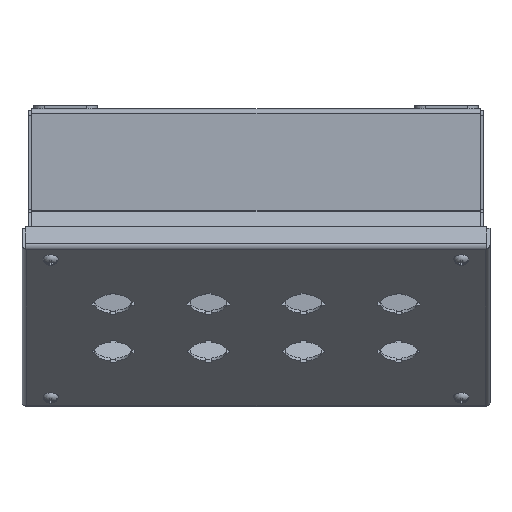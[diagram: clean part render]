
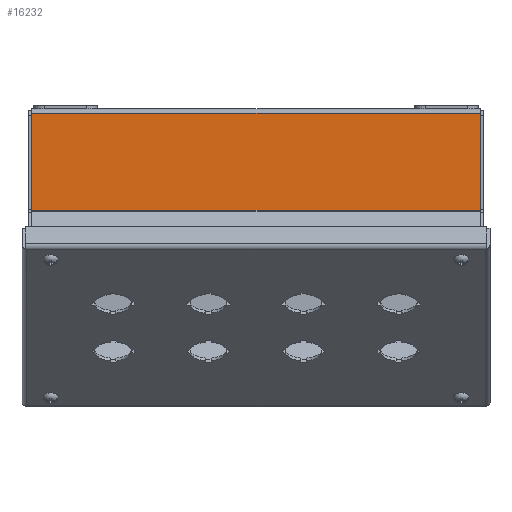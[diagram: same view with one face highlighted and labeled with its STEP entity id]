
A CAD part, top view. The second image highlights one B-rep face of the part: STEP entity #16232.
In plain terms, the highlighted planar face has unit normal (0, 0, 1).
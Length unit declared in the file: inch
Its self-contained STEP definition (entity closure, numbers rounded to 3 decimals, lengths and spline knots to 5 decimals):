
#1427 = ORIENTED_EDGE ( 'NONE', *, *, #4898, .F. ) ;
#2152 = CARTESIAN_POINT ( 'NONE',  ( -5.303, 2.5906, 3.38464 ) ) ;
#3073 = LINE ( 'NONE', #12504, #24313 ) ;
#3831 = VERTEX_POINT ( 'NONE', #24456 ) ;
#4268 = VERTEX_POINT ( 'NONE', #22983 ) ;
#4638 = VECTOR ( 'NONE', #19773, 39.37008 ) ;
#4898 = EDGE_CURVE ( 'NONE', #4268, #3831, #5895, .T. ) ;
#5220 = EDGE_CURVE ( 'NONE', #19711, #8944, #19870, .T. ) ;
#5895 = LINE ( 'NONE', #19518, #4638 ) ;
#6526 = CARTESIAN_POINT ( 'NONE',  ( 5.303, 2.4826, 3.38464 ) ) ;
#6842 = DIRECTION ( 'NONE',  ( 0., 1., 0. ) ) ;
#7507 = EDGE_LOOP ( 'NONE', ( #10676, #22298, #1427, #18050 ) ) ;
#8089 = EDGE_CURVE ( 'NONE', #3831, #19711, #24891, .T. ) ;
#8421 = DIRECTION ( 'NONE',  ( 0., 0., -1. ) ) ;
#8944 = VERTEX_POINT ( 'NONE', #6526 ) ;
#9789 = DIRECTION ( 'NONE',  ( 1., 0., 0. ) ) ;
#10676 = ORIENTED_EDGE ( 'NONE', *, *, #5220, .F. ) ;
#12504 = CARTESIAN_POINT ( 'NONE',  ( 5.303, -4.0123, 3.38464 ) ) ;
#14329 = FACE_OUTER_BOUND ( 'NONE', #7507, .T. ) ;
#14556 = AXIS2_PLACEMENT_3D ( 'NONE', #2152, #8421, #24260 ) ;
#15559 = CARTESIAN_POINT ( 'NONE',  ( -5.303, 2.4826, 3.38464 ) ) ;
#16232 = ADVANCED_FACE ( 'NONE', ( #14329 ), #16546, .F. ) ;
#16546 = PLANE ( 'NONE',  #14556 ) ;
#16796 = CARTESIAN_POINT ( 'NONE',  ( -5.303, -3.72233, 3.38464 ) ) ;
#18050 = ORIENTED_EDGE ( 'NONE', *, *, #21631, .T. ) ;
#19034 = DIRECTION ( 'NONE',  ( 0., 1., 0. ) ) ;
#19518 = CARTESIAN_POINT ( 'NONE',  ( -5.303, 0.19424, 3.38464 ) ) ;
#19711 = VERTEX_POINT ( 'NONE', #15559 ) ;
#19773 = DIRECTION ( 'NONE',  ( -1., 0., 0. ) ) ;
#19870 = LINE ( 'NONE', #21440, #25082 ) ;
#21231 = VECTOR ( 'NONE', #6842, 39.37008 ) ;
#21440 = CARTESIAN_POINT ( 'NONE',  ( -5.303, 2.4826, 3.38464 ) ) ;
#21631 = EDGE_CURVE ( 'NONE', #4268, #8944, #3073, .T. ) ;
#22298 = ORIENTED_EDGE ( 'NONE', *, *, #8089, .F. ) ;
#22983 = CARTESIAN_POINT ( 'NONE',  ( 5.303, 0.19424, 3.38464 ) ) ;
#24260 = DIRECTION ( 'NONE',  ( -1., 0., 0. ) ) ;
#24313 = VECTOR ( 'NONE', #19034, 39.37008 ) ;
#24456 = CARTESIAN_POINT ( 'NONE',  ( -5.303, 0.19424, 3.38464 ) ) ;
#24891 = LINE ( 'NONE', #16796, #21231 ) ;
#25082 = VECTOR ( 'NONE', #9789, 39.37008 ) ;
